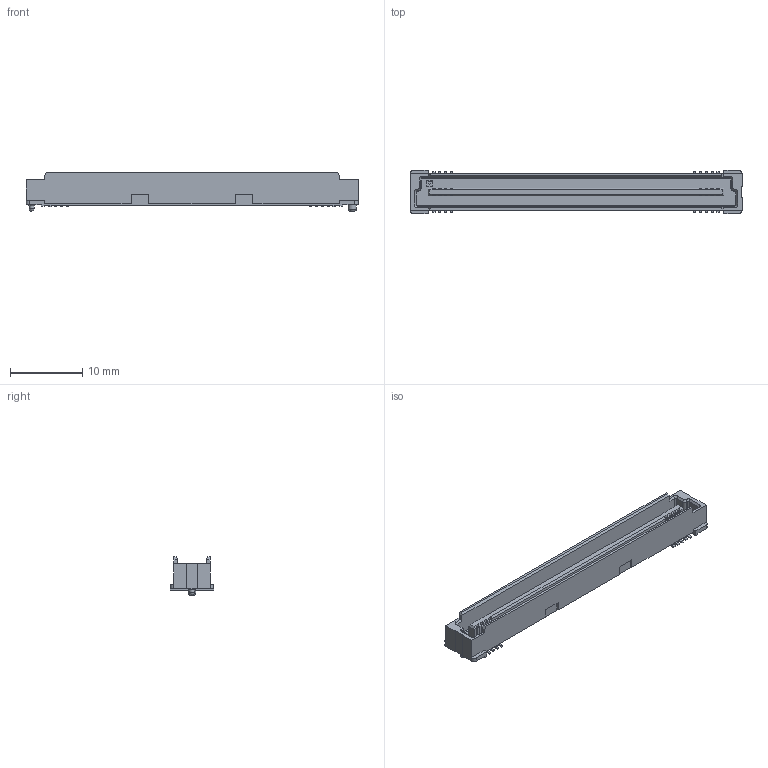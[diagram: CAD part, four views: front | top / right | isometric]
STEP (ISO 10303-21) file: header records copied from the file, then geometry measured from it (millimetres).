
FILE_DESCRIPTION(/* description */ (''),/* implementation_level */ '2;1');
FILE_NAME(/* name */ 'FCI_61083-101400LF.stp',/* time_stamp */ '2015-03-10T14:01:17+01:00',/* author */ ('admchouv'),/* organization */ ('FCI - ELX Division'),/* preprocessor_version */ 'ST-DEVELOPER v15.5',/* originating_system */ 'AutoCAD Mechanical',/* authorisation */ '');
FILE_SCHEMA (('AUTOMOTIVE_DESIGN { 1 0 10303 214 3 1 1 }'));
Length unit declared in the file: millimetre
Products named in the file (1): Product
Bounding box: 45.8 x 6 x 5.35 mm (x, y, z)
Volume: 513.8 mm3; surface area: 1577.5 mm2
Topology: 36 solids, 36 shells, 495 faces, 1143 edges, 727 vertices
Faces by surface type: plane 462, cone 17, cylinder 14, sphere 1, bspline 1
Full cylindrical faces by diameter (mm): 0.7 x1, 1.1 x1
Entity records: 13621 total; most frequent: CARTESIAN_POINT 2388, ORIENTED_EDGE 2276, DIRECTION 2175, EDGE_CURVE 1138, LINE 1089, VECTOR 1089, VERTEX_POINT 726, AXIS2_PLACEMENT_3D 543
